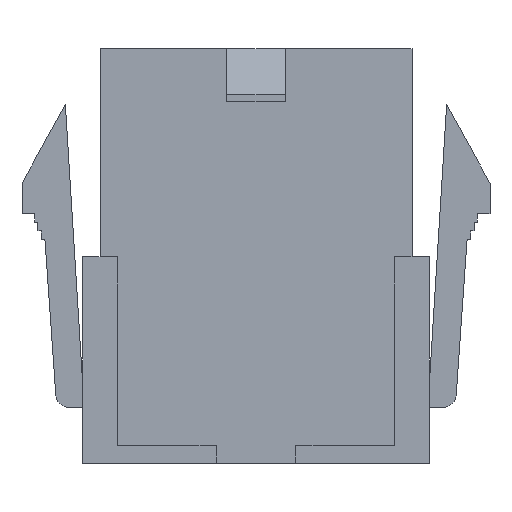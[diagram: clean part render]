
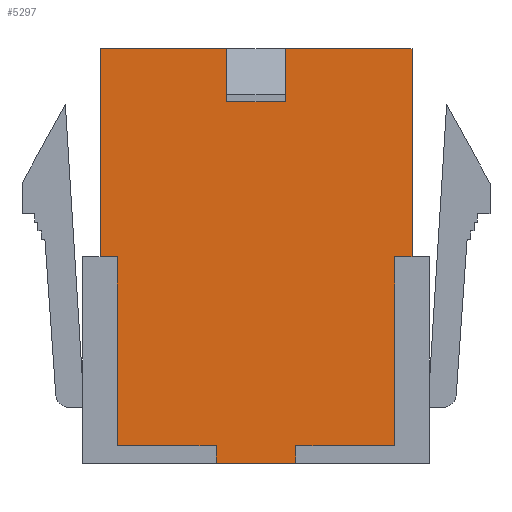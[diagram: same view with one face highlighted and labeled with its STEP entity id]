
A CAD part, front view. The second image highlights one B-rep face of the part: STEP entity #5297.
In plain terms, the highlighted planar face has unit normal (0, -1, 0).
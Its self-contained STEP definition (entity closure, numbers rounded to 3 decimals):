
#472=ORIENTED_EDGE('',*,*,#1949,.T.);
#473=ORIENTED_EDGE('',*,*,#1749,.T.);
#474=ORIENTED_EDGE('',*,*,#1936,.F.);
#475=ORIENTED_EDGE('',*,*,#1950,.T.);
#476=ORIENTED_EDGE('',*,*,#1951,.T.);
#477=ORIENTED_EDGE('',*,*,#1952,.F.);
#478=ORIENTED_EDGE('',*,*,#1953,.T.);
#479=ORIENTED_EDGE('',*,*,#1723,.F.);
#480=ORIENTED_EDGE('',*,*,#1954,.F.);
#481=ORIENTED_EDGE('',*,*,#1955,.T.);
#482=ORIENTED_EDGE('',*,*,#1948,.F.);
#483=ORIENTED_EDGE('',*,*,#1956,.F.);
#484=ORIENTED_EDGE('',*,*,#1640,.T.);
#485=ORIENTED_EDGE('',*,*,#1751,.T.);
#486=ORIENTED_EDGE('',*,*,#1957,.F.);
#487=ORIENTED_EDGE('',*,*,#1958,.F.);
#1640=EDGE_CURVE('',#2406,#2405,#2903,.T.);
#1723=EDGE_CURVE('',#2479,#2480,#2986,.T.);
#1749=EDGE_CURVE('',#2505,#2504,#3012,.T.);
#1751=EDGE_CURVE('',#2405,#2506,#3014,.T.);
#1936=EDGE_CURVE('',#2661,#2504,#3199,.T.);
#1948=EDGE_CURVE('',#2671,#2668,#3211,.T.);
#1949=EDGE_CURVE('',#2672,#2505,#3212,.T.);
#1950=EDGE_CURVE('',#2661,#2673,#3213,.T.);
#1951=EDGE_CURVE('',#2673,#2674,#3214,.T.);
#1952=EDGE_CURVE('',#2675,#2674,#3215,.T.);
#1953=EDGE_CURVE('',#2675,#2480,#3216,.T.);
#1954=EDGE_CURVE('',#2676,#2479,#3217,.T.);
#1955=EDGE_CURVE('',#2676,#2668,#3218,.T.);
#1956=EDGE_CURVE('',#2406,#2671,#3219,.T.);
#1957=EDGE_CURVE('',#2677,#2506,#3220,.T.);
#1958=EDGE_CURVE('',#2672,#2677,#3221,.T.);
#2405=VERTEX_POINT('',#7269);
#2406=VERTEX_POINT('',#7271);
#2479=VERTEX_POINT('',#7441);
#2480=VERTEX_POINT('',#7443);
#2504=VERTEX_POINT('',#7493);
#2505=VERTEX_POINT('',#7495);
#2506=VERTEX_POINT('',#7497);
#2661=VERTEX_POINT('',#7880);
#2668=VERTEX_POINT('',#7900);
#2671=VERTEX_POINT('',#7905);
#2672=VERTEX_POINT('',#7909);
#2673=VERTEX_POINT('',#7911);
#2674=VERTEX_POINT('',#7913);
#2675=VERTEX_POINT('',#7915);
#2676=VERTEX_POINT('',#7918);
#2677=VERTEX_POINT('',#7922);
#2903=LINE('',#7270,#3660);
#2986=LINE('',#7442,#3743);
#3012=LINE('',#7494,#3769);
#3014=LINE('',#7498,#3771);
#3199=LINE('',#7881,#3956);
#3211=LINE('',#7906,#3968);
#3212=LINE('',#7908,#3969);
#3213=LINE('',#7910,#3970);
#3214=LINE('',#7912,#3971);
#3215=LINE('',#7914,#3972);
#3216=LINE('',#7916,#3973);
#3217=LINE('',#7917,#3974);
#3218=LINE('',#7919,#3975);
#3219=LINE('',#7920,#3976);
#3220=LINE('',#7921,#3977);
#3221=LINE('',#7923,#3978);
#3660=VECTOR('',#5886,1000.);
#3743=VECTOR('',#5999,1000.);
#3769=VECTOR('',#6027,1000.);
#3771=VECTOR('',#6029,1000.);
#3956=VECTOR('',#6300,1000.);
#3968=VECTOR('',#6318,1000.);
#3969=VECTOR('',#6321,1000.);
#3970=VECTOR('',#6322,1000.);
#3971=VECTOR('',#6323,1000.);
#3972=VECTOR('',#6324,1000.);
#3973=VECTOR('',#6325,1000.);
#3974=VECTOR('',#6326,1000.);
#3975=VECTOR('',#6327,1000.);
#3976=VECTOR('',#6328,1000.);
#3977=VECTOR('',#6329,1000.);
#3978=VECTOR('',#6330,1000.);
#4452=EDGE_LOOP('',(#472,#473,#474,#475,#476,#477,#478,#479,#480,#481,#482,
#483,#484,#485,#486,#487));
#4743=FACE_BOUND('',#4452,.T.);
#5024=PLANE('',#5599);
#5297=ADVANCED_FACE('',(#4743),#5024,.T.);
#5599=AXIS2_PLACEMENT_3D('',#7907,#6319,#6320);
#5886=DIRECTION('',(0.,0.,1.));
#5999=DIRECTION('',(-1.,0.,0.));
#6027=DIRECTION('',(-1.,0.,0.));
#6029=DIRECTION('',(-1.,0.,0.));
#6300=DIRECTION('',(0.,0.,1.));
#6318=DIRECTION('',(0.,0.,-1.));
#6319=DIRECTION('',(0.,-1.,0.));
#6320=DIRECTION('',(0.,0.,-1.));
#6321=DIRECTION('',(0.,0.,1.));
#6322=DIRECTION('',(1.,0.,0.));
#6323=DIRECTION('',(0.,0.,-1.));
#6324=DIRECTION('',(-1.,0.,0.));
#6325=DIRECTION('',(0.,0.,-1.));
#6326=DIRECTION('',(0.,0.,-1.));
#6327=DIRECTION('',(1.,0.,0.));
#6328=DIRECTION('',(-1.,0.,0.));
#6329=DIRECTION('',(0.,0.,1.));
#6330=DIRECTION('',(1.,0.,0.));
#7269=CARTESIAN_POINT('',(9.,-2.7,11.95));
#7270=CARTESIAN_POINT('',(9.,-2.7,-11.95));
#7271=CARTESIAN_POINT('',(9.,-2.7,-0.05));
#7441=CARTESIAN_POINT('',(2.3,-2.7,-11.95));
#7442=CARTESIAN_POINT('',(9.,-2.7,-11.95));
#7443=CARTESIAN_POINT('',(-2.3,-2.7,-11.95));
#7493=CARTESIAN_POINT('',(-9.,-2.7,11.95));
#7494=CARTESIAN_POINT('',(9.,-2.7,11.95));
#7495=CARTESIAN_POINT('',(-1.7,-2.7,11.95));
#7497=CARTESIAN_POINT('',(1.7,-2.7,11.95));
#7498=CARTESIAN_POINT('',(9.,-2.7,11.95));
#7880=CARTESIAN_POINT('',(-9.,-2.7,-0.05));
#7881=CARTESIAN_POINT('',(-9.,-2.7,-11.95));
#7900=CARTESIAN_POINT('',(8.,-2.7,-10.95));
#7905=CARTESIAN_POINT('',(8.,-2.7,-0.05));
#7906=CARTESIAN_POINT('',(8.,-2.7,-0.05));
#7907=CARTESIAN_POINT('',(9.,-2.7,-11.95));
#7908=CARTESIAN_POINT('',(-1.7,-2.7,8.9));
#7909=CARTESIAN_POINT('',(-1.7,-2.7,8.9));
#7910=CARTESIAN_POINT('',(-9.,-2.7,-0.05));
#7911=CARTESIAN_POINT('',(-8.,-2.7,-0.05));
#7912=CARTESIAN_POINT('',(-8.,-2.7,-0.05));
#7913=CARTESIAN_POINT('',(-8.,-2.7,-10.95));
#7914=CARTESIAN_POINT('',(-2.3,-2.7,-10.95));
#7915=CARTESIAN_POINT('',(-2.3,-2.7,-10.95));
#7916=CARTESIAN_POINT('',(-2.3,-2.7,-10.95));
#7917=CARTESIAN_POINT('',(2.3,-2.7,-10.95));
#7918=CARTESIAN_POINT('',(2.3,-2.7,-10.95));
#7919=CARTESIAN_POINT('',(2.3,-2.7,-10.95));
#7920=CARTESIAN_POINT('',(9.,-2.7,-0.05));
#7921=CARTESIAN_POINT('',(1.7,-2.7,8.9));
#7922=CARTESIAN_POINT('',(1.7,-2.7,8.9));
#7923=CARTESIAN_POINT('',(-1.7,-2.7,8.9));
